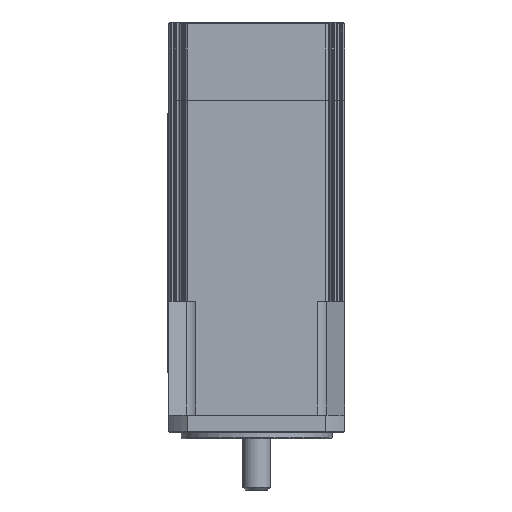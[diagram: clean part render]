
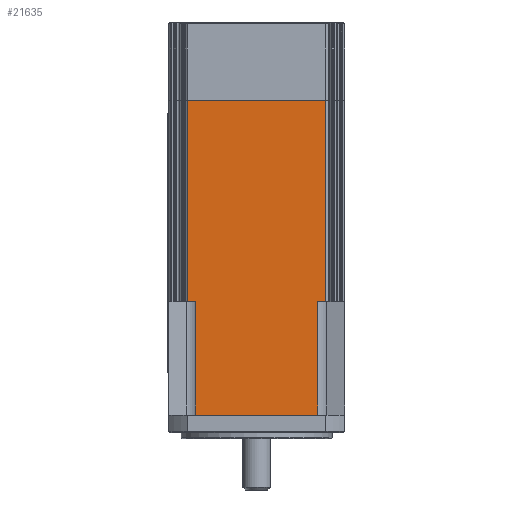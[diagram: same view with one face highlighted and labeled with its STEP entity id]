
A CAD part, front view. The second image highlights one B-rep face of the part: STEP entity #21635.
In plain terms, the highlighted planar face has unit normal (0, -1, 0).
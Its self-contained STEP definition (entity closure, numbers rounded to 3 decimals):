
#19001=CARTESIAN_POINT('',(27.482,-35.,45.0));
#19002=VERTEX_POINT('',#19001);
#19020=CARTESIAN_POINT('',(27.482,-35.,125.0));
#19021=VERTEX_POINT('',#19020);
#19029=CARTESIAN_POINT('',(27.482,-35.,45.0));
#19030=DIRECTION('',(0.0,0.0,1.0));
#19031=VECTOR('',#19030,80.0);
#19032=LINE('',#19029,#19031);
#19033=EDGE_CURVE('',#19002,#19021,#19032,.T.);
#21573=CARTESIAN_POINT('',(27.482,-35.,0.0));
#21574=DIRECTION('',(0.0,-1.0,0.0));
#21575=DIRECTION('',(0.0,0.0,-1.0));
#21576=AXIS2_PLACEMENT_3D('',#21573,#21574,#21575);
#21577=PLANE('',#21576);
#21578=CARTESIAN_POINT('',(24.249,-35.,0.0));
#21579=VERTEX_POINT('',#21578);
#21580=CARTESIAN_POINT('',(24.249,-35.,45.0));
#21581=VERTEX_POINT('',#21580);
#21582=CARTESIAN_POINT('',(24.249,-35.,0.0));
#21583=DIRECTION('',(0.0,0.0,1.0));
#21584=VECTOR('',#21583,45.0);
#21585=LINE('',#21582,#21584);
#21586=EDGE_CURVE('',#21579,#21581,#21585,.T.);
#21587=ORIENTED_EDGE('',*,*,#21586,.T.);
#21588=CARTESIAN_POINT('',(24.249,-35.,45.0));
#21589=DIRECTION('',(1.0,0.0,0.0));
#21590=VECTOR('',#21589,3.233);
#21591=LINE('',#21588,#21590);
#21592=EDGE_CURVE('',#21581,#19002,#21591,.T.);
#21593=ORIENTED_EDGE('',*,*,#21592,.T.);
#21594=ORIENTED_EDGE('',*,*,#19033,.T.);
#21595=CARTESIAN_POINT('',(-27.482,-35.,125.0));
#21596=VERTEX_POINT('',#21595);
#21597=CARTESIAN_POINT('',(27.482,-35.,125.0));
#21598=DIRECTION('',(-1.0,0.0,0.0));
#21599=VECTOR('',#21598,54.964);
#21600=LINE('',#21597,#21599);
#21601=EDGE_CURVE('',#19021,#21596,#21600,.T.);
#21602=ORIENTED_EDGE('',*,*,#21601,.T.);
#21603=CARTESIAN_POINT('',(-27.482,-35.,45.0));
#21604=VERTEX_POINT('',#21603);
#21605=CARTESIAN_POINT('',(-27.482,-35.,45.0));
#21606=DIRECTION('',(0.0,0.0,1.0));
#21607=VECTOR('',#21606,80.0);
#21608=LINE('',#21605,#21607);
#21609=EDGE_CURVE('',#21604,#21596,#21608,.T.);
#21610=ORIENTED_EDGE('',*,*,#21609,.F.);
#21611=CARTESIAN_POINT('',(-24.249,-35.,45.0));
#21612=VERTEX_POINT('',#21611);
#21613=CARTESIAN_POINT('',(-27.482,-35.,45.0));
#21614=DIRECTION('',(1.0,0.0,0.0));
#21615=VECTOR('',#21614,3.233);
#21616=LINE('',#21613,#21615);
#21617=EDGE_CURVE('',#21604,#21612,#21616,.T.);
#21618=ORIENTED_EDGE('',*,*,#21617,.T.);
#21619=CARTESIAN_POINT('',(-24.249,-35.,0.0));
#21620=VERTEX_POINT('',#21619);
#21621=CARTESIAN_POINT('',(-24.249,-35.,45.0));
#21622=DIRECTION('',(0.0,0.0,-1.0));
#21623=VECTOR('',#21622,45.0);
#21624=LINE('',#21621,#21623);
#21625=EDGE_CURVE('',#21612,#21620,#21624,.T.);
#21626=ORIENTED_EDGE('',*,*,#21625,.T.);
#21627=CARTESIAN_POINT('',(-24.249,-35.,0.0));
#21628=DIRECTION('',(1.0,0.0,0.0));
#21629=VECTOR('',#21628,48.498);
#21630=LINE('',#21627,#21629);
#21631=EDGE_CURVE('',#21620,#21579,#21630,.T.);
#21632=ORIENTED_EDGE('',*,*,#21631,.T.);
#21633=EDGE_LOOP('',(#21587,#21593,#21594,#21602,#21610,#21618,#21626,#21632));
#21634=FACE_OUTER_BOUND('',#21633,.T.);
#21635=ADVANCED_FACE('',(#21634),#21577,.T.);
